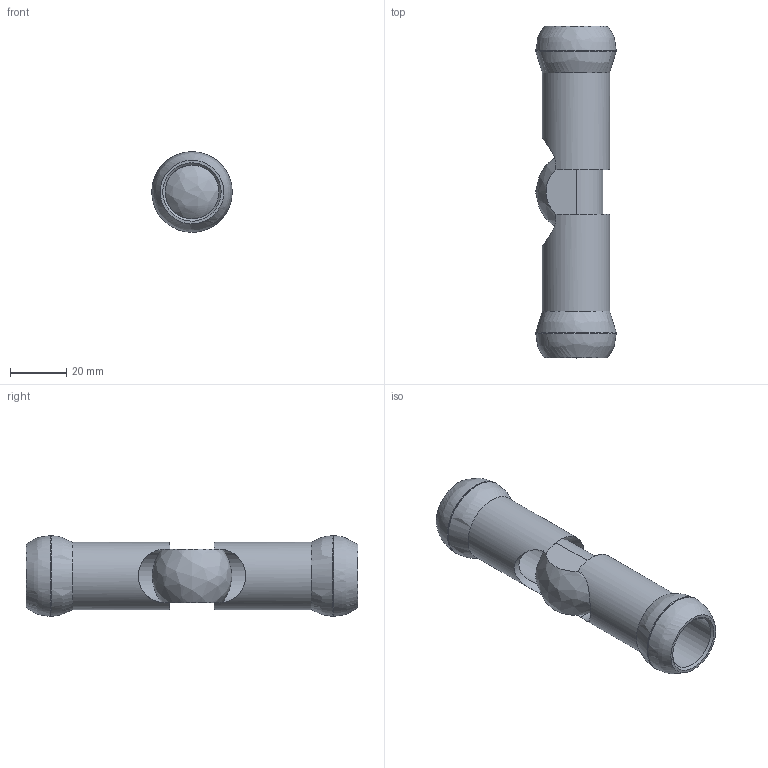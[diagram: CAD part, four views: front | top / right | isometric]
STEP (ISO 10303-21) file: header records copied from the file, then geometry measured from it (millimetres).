
FILE_DESCRIPTION (( 'STEP AP214' ), '1' );
FILE_NAME ('SLM-3T.STEP', '2023-03-09T11:52:49', ( '' ), ( '' ), 'SwSTEP 2.0', 'SolidWorks 2021', '' );
FILE_SCHEMA (( 'AUTOMOTIVE_DESIGN' ));
Length unit declared in the file: inch
Products named in the file (1): SLM-3T
Bounding box: 28.49 x 117.5 x 28.5 mm (x, y, z)
Volume: 9832.7 mm3; surface area: 16093.4 mm2
Topology: 1 solids, 1 shells, 18 faces, 43 edges, 29 vertices
Faces by surface type: bspline 7, cylinder 5, plane 4, cone 2
Full cylindrical faces by diameter (mm): 19.05 x1, 23.812 x2
Entity records: 4300 total; most frequent: CARTESIAN_POINT 3959, ORIENTED_EDGE 60, DIRECTION 38, EDGE_LOOP 32, EDGE_CURVE 30, VERTEX_POINT 24, FACE_OUTER_BOUND 22, ADVANCED_FACE 18
